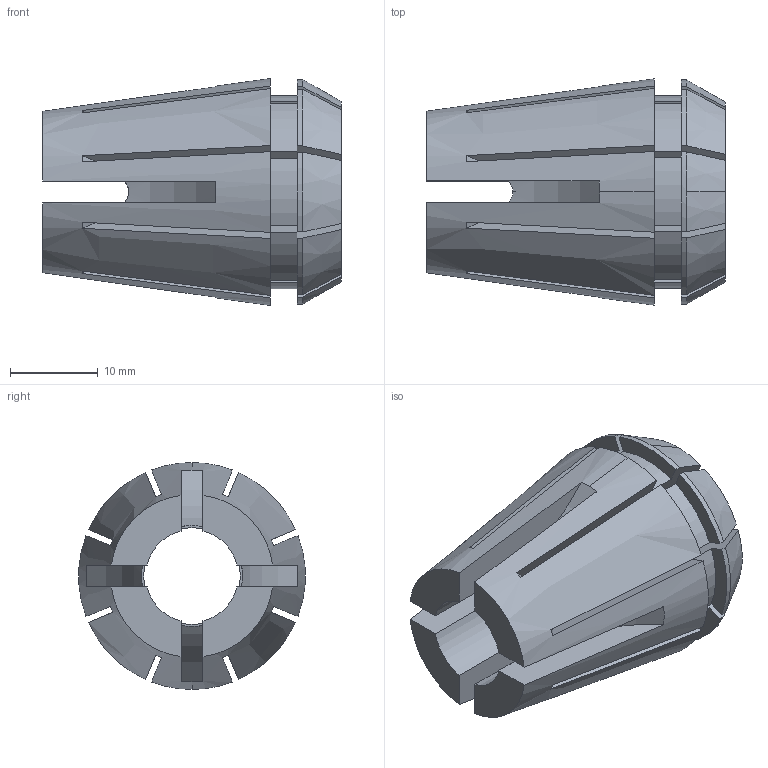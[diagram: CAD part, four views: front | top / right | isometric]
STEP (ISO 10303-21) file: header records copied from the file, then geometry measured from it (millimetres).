
FILE_DESCRIPTION (( 'STEP AP203' ), '1' );
FILE_NAME ('254.25B-11.STEP', '2017-04-10T02:57:16', ( '' ), ( '' ), 'SwSTEP 2.0', 'SolidWorks 2015', '' );
FILE_SCHEMA (( 'CONFIG_CONTROL_DESIGN' ));
Length unit declared in the file: millimetre
Products named in the file (1): 254.25B-11
Bounding box: 34 x 25.75 x 25.82 mm (x, y, z)
Volume: 8358.9 mm3; surface area: 7263.1 mm2
Topology: 1 solids, 1 shells, 132 faces, 384 edges, 256 vertices
Faces by surface type: plane 68, cylinder 53, cone 11
Entity records: 4593 total; most frequent: CARTESIAN_POINT 1045, ORIENTED_EDGE 768, DIRECTION 706, EDGE_CURVE 384, AXIS2_PLACEMENT_3D 265, VERTEX_POINT 256, LINE 176, VECTOR 176
